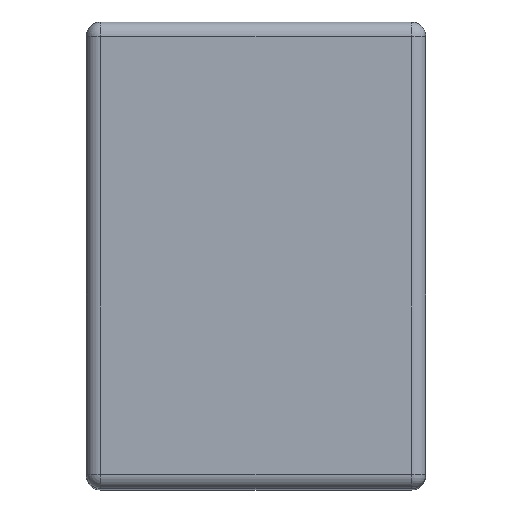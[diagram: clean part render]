
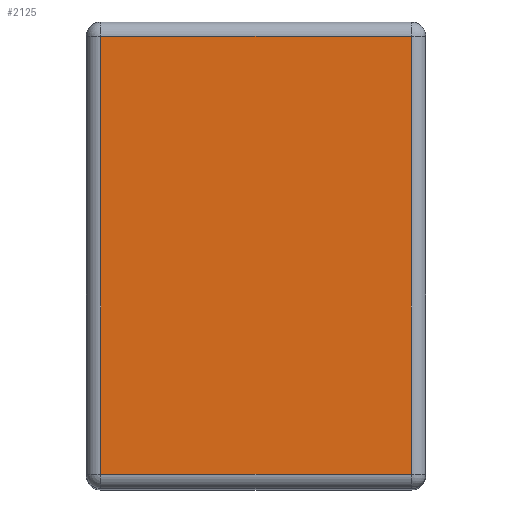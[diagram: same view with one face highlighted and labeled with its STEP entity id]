
A CAD part, top view. The second image highlights one B-rep face of the part: STEP entity #2125.
In plain terms, the highlighted planar face has unit normal (0, 0, 1).
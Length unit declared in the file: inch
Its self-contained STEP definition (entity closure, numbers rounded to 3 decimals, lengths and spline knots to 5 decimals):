
#48 = CARTESIAN_POINT ( 'NONE',  ( -0.735, 0.0625, 1.5125 ) ) ;
#298 = EDGE_CURVE ( 'NONE', #2606, #446, #1892, .T. ) ;
#310 = ORIENTED_EDGE ( 'NONE', *, *, #298, .T. ) ;
#446 = VERTEX_POINT ( 'NONE', #1864 ) ;
#490 = CARTESIAN_POINT ( 'NONE',  ( -0.6725, 1.9575, 1.5125 ) ) ;
#697 = DIRECTION ( 'NONE',  ( -1., 0., 0. ) ) ;
#701 = VECTOR ( 'NONE', #876, 39.37008 ) ;
#834 = DIRECTION ( 'NONE',  ( 0., 1., 0. ) ) ;
#876 = DIRECTION ( 'NONE',  ( -1., 0., 0. ) ) ;
#924 = AXIS2_PLACEMENT_3D ( 'NONE', #2247, #2763, #697 ) ;
#1079 = CARTESIAN_POINT ( 'NONE',  ( -0.735, 1.9575, 1.5125 ) ) ;
#1082 = EDGE_CURVE ( 'NONE', #2686, #1968, #1545, .T. ) ;
#1274 = EDGE_CURVE ( 'NONE', #446, #2686, #1345, .T. ) ;
#1345 = LINE ( 'NONE', #1079, #701 ) ;
#1352 = CARTESIAN_POINT ( 'NONE',  ( -0.6725, 0.0625, 1.5125 ) ) ;
#1545 = LINE ( 'NONE', #3398, #2236 ) ;
#1656 = ORIENTED_EDGE ( 'NONE', *, *, #2825, .T. ) ;
#1810 = ORIENTED_EDGE ( 'NONE', *, *, #1082, .T. ) ;
#1864 = CARTESIAN_POINT ( 'NONE',  ( 0.6725, 1.9575, 1.5125 ) ) ;
#1887 = DIRECTION ( 'NONE',  ( 1., 0., 0. ) ) ;
#1892 = LINE ( 'NONE', #2192, #2561 ) ;
#1968 = VERTEX_POINT ( 'NONE', #1352 ) ;
#2095 = FACE_OUTER_BOUND ( 'NONE', #2943, .T. ) ;
#2125 = ADVANCED_FACE ( 'NONE', ( #2095 ), #3148, .F. ) ;
#2192 = CARTESIAN_POINT ( 'NONE',  ( 0.6725, 2.02, 1.5125 ) ) ;
#2236 = VECTOR ( 'NONE', #2582, 39.37008 ) ;
#2247 = CARTESIAN_POINT ( 'NONE',  ( -0.735, 2.02, 1.5125 ) ) ;
#2300 = VECTOR ( 'NONE', #1887, 39.37008 ) ;
#2561 = VECTOR ( 'NONE', #834, 39.37008 ) ;
#2582 = DIRECTION ( 'NONE',  ( 0., -1., 0. ) ) ;
#2606 = VERTEX_POINT ( 'NONE', #2940 ) ;
#2648 = ORIENTED_EDGE ( 'NONE', *, *, #1274, .T. ) ;
#2686 = VERTEX_POINT ( 'NONE', #490 ) ;
#2763 = DIRECTION ( 'NONE',  ( 0., 0., -1. ) ) ;
#2825 = EDGE_CURVE ( 'NONE', #1968, #2606, #3122, .T. ) ;
#2940 = CARTESIAN_POINT ( 'NONE',  ( 0.6725, 0.0625, 1.5125 ) ) ;
#2943 = EDGE_LOOP ( 'NONE', ( #1810, #1656, #310, #2648 ) ) ;
#3122 = LINE ( 'NONE', #48, #2300 ) ;
#3148 = PLANE ( 'NONE',  #924 ) ;
#3398 = CARTESIAN_POINT ( 'NONE',  ( -0.6725, 2.02, 1.5125 ) ) ;
